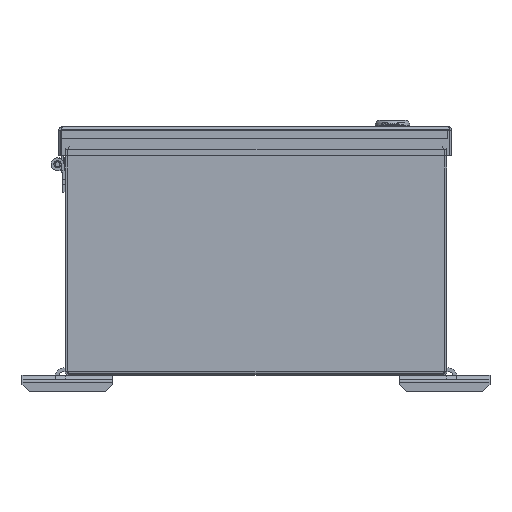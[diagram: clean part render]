
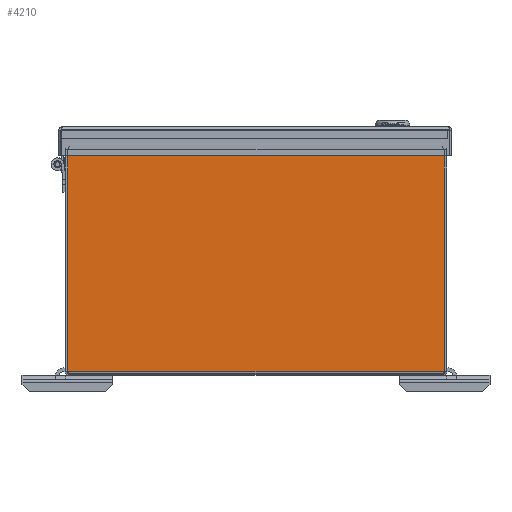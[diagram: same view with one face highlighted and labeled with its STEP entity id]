
A CAD part, front view. The second image highlights one B-rep face of the part: STEP entity #4210.
In plain terms, the highlighted planar face has unit normal (0, -1, 0).
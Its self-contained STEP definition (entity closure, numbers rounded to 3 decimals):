
#4210 = ADVANCED_FACE( '', ( #8766 ), #8767, .F. );
#8766 = FACE_OUTER_BOUND( '', #28671, .T. );
#8767 = PLANE( '', #28672 );
#28671 = EDGE_LOOP( '', ( #52953, #52954, #52955, #52956, #52957, #52958 ) );
#28672 = AXIS2_PLACEMENT_3D( '', #52959, #52960, #52961 );
#52953 = ORIENTED_EDGE( '', *, *, #60380, .T. );
#52954 = ORIENTED_EDGE( '', *, *, #61019, .F. );
#52955 = ORIENTED_EDGE( '', *, *, #63490, .T. );
#52956 = ORIENTED_EDGE( '', *, *, #62081, .T. );
#52957 = ORIENTED_EDGE( '', *, *, #61105, .T. );
#52958 = ORIENTED_EDGE( '', *, *, #63491, .T. );
#52959 = CARTESIAN_POINT( '', ( -876.148, -762., 0. ) );
#52960 = DIRECTION( '', ( 0., 1., 0. ) );
#52961 = DIRECTION( '', ( 0., 0., 1. ) );
#60380 = EDGE_CURVE( '', #65984, #65982, #65985, .T. );
#61019 = EDGE_CURVE( '', #67058, #65982, #67060, .T. );
#61105 = EDGE_CURVE( '', #67198, #67196, #67199, .T. );
#62081 = EDGE_CURVE( '', #68761, #67198, #68764, .F. );
#63490 = EDGE_CURVE( '', #67058, #68761, #70761, .T. );
#63491 = EDGE_CURVE( '', #67196, #65984, #70762, .T. );
#65982 = VERTEX_POINT( '', #74993 );
#65984 = VERTEX_POINT( '', #74996 );
#65985 = LINE( '', #74997, #74998 );
#67058 = VERTEX_POINT( '', #77638 );
#67060 = LINE( '', #77649, #77650 );
#67196 = VERTEX_POINT( '', #77990 );
#67198 = VERTEX_POINT( '', #78001 );
#67199 = LINE( '', #78002, #78003 );
#68761 = VERTEX_POINT( '', #81681 );
#68764 = LINE( '', #81686, #81687 );
#70761 = LINE( '', #86999, #87000 );
#70762 = LINE( '', #87001, #87002 );
#74993 = CARTESIAN_POINT( '', ( 125.463, -762., 150.063 ) );
#74996 = CARTESIAN_POINT( '', ( 125.473, -762., 150.053 ) );
#74997 = CARTESIAN_POINT( '', ( 126.008, -762., 149.518 ) );
#74998 = VECTOR( '', #91669, 1000. );
#77638 = CARTESIAN_POINT( '', ( -125.463, -762., 150.063 ) );
#77649 = CARTESIAN_POINT( '', ( -876.148, -762., 150.063 ) );
#77650 = VECTOR( '', #92171, 1000. );
#77990 = CARTESIAN_POINT( '', ( 125.473, -762., 2.337 ) );
#78001 = CARTESIAN_POINT( '', ( -125.473, -762., 2.337 ) );
#78002 = CARTESIAN_POINT( '', ( -876.148, -762., 2.337 ) );
#78003 = VECTOR( '', #92227, 1000. );
#81681 = CARTESIAN_POINT( '', ( -125.473, -762., 150.053 ) );
#81686 = CARTESIAN_POINT( '', ( -125.473, -762., 0. ) );
#81687 = VECTOR( '', #92998, 1000. );
#86999 = CARTESIAN_POINT( '', ( -115.617, -762., 159.909 ) );
#87000 = VECTOR( '', #93951, 1000. );
#87001 = CARTESIAN_POINT( '', ( 125.473, -762., 0. ) );
#87002 = VECTOR( '', #93952, 1000. );
#91669 = DIRECTION( '', ( -0.707, 0., 0.707 ) );
#92171 = DIRECTION( '', ( 1., 0., 0. ) );
#92227 = DIRECTION( '', ( 1., 0., 0. ) );
#92998 = DIRECTION( '', ( 0., 0., 1. ) );
#93951 = DIRECTION( '', ( -0.707, 0., -0.707 ) );
#93952 = DIRECTION( '', ( 0., 0., 1. ) );
